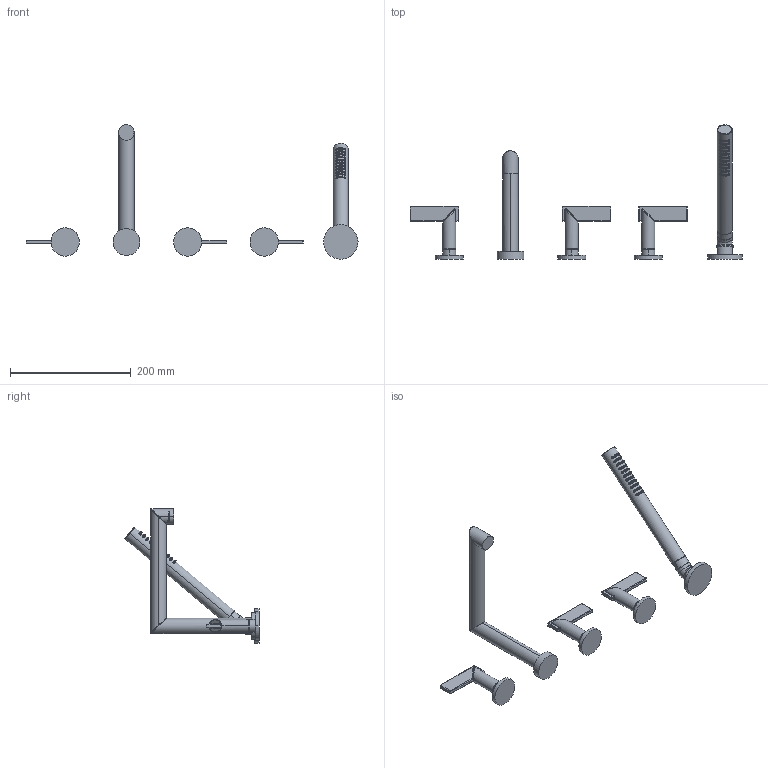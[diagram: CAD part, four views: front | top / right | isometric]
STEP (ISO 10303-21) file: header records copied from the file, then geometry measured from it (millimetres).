
FILE_DESCRIPTION((''),'2;1');
FILE_NAME('3-2497','2021-03-18T16:01:03',('jinson.thomas'),(''),'CREO PARAMETRIC BY PTC INC, 2018400','CREO PARAMETRIC BY PTC INC, 2018400','');
FILE_SCHEMA(('CONFIG_CONTROL_DESIGN'));
Length unit declared in the file: inch
Products named in the file (1): 3-2497
Bounding box: 550.8 x 222.54 x 222.88 mm (x, y, z)
Volume: 396676.3 mm3; surface area: 128482.5 mm2
Topology: 6 solids, 7 shells, 1044 faces, 2278 edges, 1357 vertices
Faces by surface type: bspline 581, cylinder 319, plane 75, torus 35, sphere 24, extrusion 8, cone 2
Entity records: 93846 total; most frequent: CARTESIAN_POINT 75149, ORIENTED_EDGE 4552, DIRECTION 2453, EDGE_CURVE 2276, VERTEX_POINT 1357, B_SPLINE_CURVE_WITH_KNOTS 1210, EDGE_LOOP 1155, FACE_OUTER_BOUND 1044
